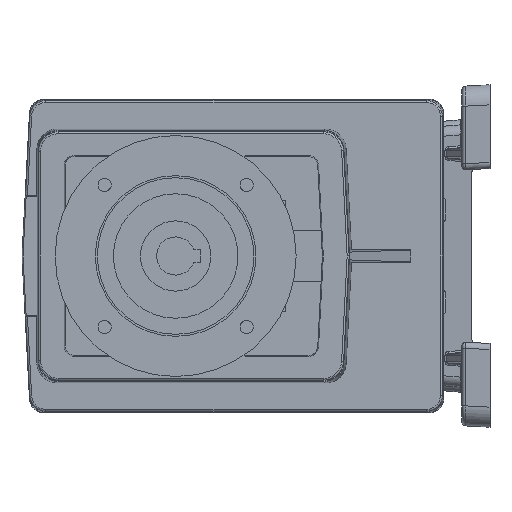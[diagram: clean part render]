
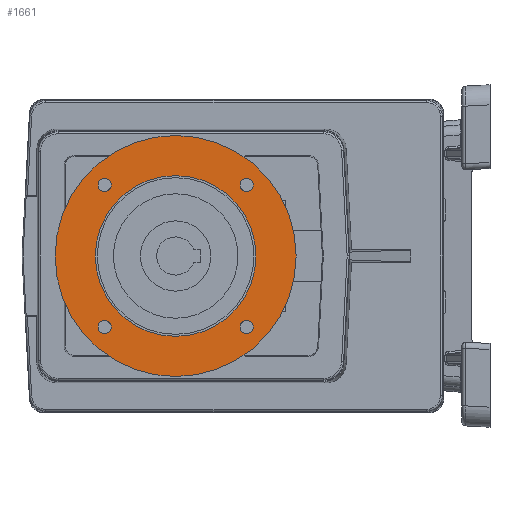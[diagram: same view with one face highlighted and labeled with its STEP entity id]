
A CAD part, left-side view. The second image highlights one B-rep face of the part: STEP entity #1661.
In plain terms, the highlighted planar face has unit normal (-1, 0, 0).
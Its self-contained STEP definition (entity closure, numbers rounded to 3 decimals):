
#1661 = ADVANCED_FACE( '', ( #3586, #3587, #3588, #3589, #3590, #3591 ), #3592, .F. );
#3586 = FACE_BOUND( '', #10121, .T. );
#3587 = FACE_BOUND( '', #10122, .T. );
#3588 = FACE_BOUND( '', #10123, .T. );
#3589 = FACE_BOUND( '', #10124, .T. );
#3590 = FACE_OUTER_BOUND( '', #10125, .T. );
#3591 = FACE_BOUND( '', #10126, .T. );
#3592 = PLANE( '', #10127 );
#10121 = EDGE_LOOP( '', ( #16543 ) );
#10122 = EDGE_LOOP( '', ( #16544 ) );
#10123 = EDGE_LOOP( '', ( #16545 ) );
#10124 = EDGE_LOOP( '', ( #16546 ) );
#10125 = EDGE_LOOP( '', ( #16547 ) );
#10126 = EDGE_LOOP( '', ( #16548 ) );
#10127 = AXIS2_PLACEMENT_3D( '', #16549, #16550, #16551 );
#16543 = ORIENTED_EDGE( '', *, *, #18661, .T. );
#16544 = ORIENTED_EDGE( '', *, *, #18712, .T. );
#16545 = ORIENTED_EDGE( '', *, *, #20653, .T. );
#16546 = ORIENTED_EDGE( '', *, *, #20654, .T. );
#16547 = ORIENTED_EDGE( '', *, *, #20606, .F. );
#16548 = ORIENTED_EDGE( '', *, *, #20655, .T. );
#16549 = CARTESIAN_POINT( '', ( -126.6, 41.5, 81.842 ) );
#16550 = DIRECTION( '', ( 1., 0., 0. ) );
#16551 = DIRECTION( '', ( 0., -1., 0. ) );
#18661 = EDGE_CURVE( '', #21083, #21083, #21084, .T. );
#18712 = EDGE_CURVE( '', #21174, #21174, #21175, .T. );
#20606 = EDGE_CURVE( '', #24074, #24074, #24075, .T. );
#20653 = EDGE_CURVE( '', #24129, #24129, #24130, .T. );
#20654 = EDGE_CURVE( '', #24131, #24131, #24132, .T. );
#20655 = EDGE_CURVE( '', #24133, #24133, #24134, .T. );
#21083 = VERTEX_POINT( '', #24607 );
#21084 = CIRCLE( '', #24608, 3.3 );
#21174 = VERTEX_POINT( '', #24731 );
#21175 = CIRCLE( '', #24732, 3.3 );
#24074 = VERTEX_POINT( '', #30982 );
#24075 = CIRCLE( '', #30983, 60. );
#24129 = VERTEX_POINT( '', #31051 );
#24130 = CIRCLE( '', #31052, 3.3 );
#24131 = VERTEX_POINT( '', #31053 );
#24132 = CIRCLE( '', #31054, 40. );
#24133 = VERTEX_POINT( '', #31055 );
#24134 = CIRCLE( '', #31056, 3.3 );
#24607 = CARTESIAN_POINT( '', ( -126.6, 80.155, 46.486 ) );
#24608 = AXIS2_PLACEMENT_3D( '', #31739, #31740, #31741 );
#24731 = CARTESIAN_POINT( '', ( -126.6, 76.855, 120.497 ) );
#24732 = AXIS2_PLACEMENT_3D( '', #31799, #31800, #31801 );
#30982 = CARTESIAN_POINT( '', ( -126.6, 41.5, 21.842 ) );
#30983 = AXIS2_PLACEMENT_3D( '', #33984, #33985, #33986 );
#31051 = CARTESIAN_POINT( '', ( -126.6, 2.845, 117.197 ) );
#31052 = AXIS2_PLACEMENT_3D( '', #34031, #34032, #34033 );
#31053 = CARTESIAN_POINT( '', ( -126.6, 41.5, 41.842 ) );
#31054 = AXIS2_PLACEMENT_3D( '', #34034, #34035, #34036 );
#31055 = CARTESIAN_POINT( '', ( -126.6, 6.145, 43.186 ) );
#31056 = AXIS2_PLACEMENT_3D( '', #34037, #34038, #34039 );
#31739 = CARTESIAN_POINT( '', ( -126.6, 76.855, 46.486 ) );
#31740 = DIRECTION( '', ( 1., 0., 0. ) );
#31741 = DIRECTION( '', ( 0., 1., 0. ) );
#31799 = CARTESIAN_POINT( '', ( -126.6, 76.855, 117.197 ) );
#31800 = DIRECTION( '', ( 1., 0., 0. ) );
#31801 = DIRECTION( '', ( 0., 0., 1. ) );
#33984 = CARTESIAN_POINT( '', ( -126.6, 41.5, 81.842 ) );
#33985 = DIRECTION( '', ( 1., 0., 0. ) );
#33986 = DIRECTION( '', ( 0., 0., -1. ) );
#34031 = CARTESIAN_POINT( '', ( -126.6, 6.145, 117.197 ) );
#34032 = DIRECTION( '', ( 1., 0., 0. ) );
#34033 = DIRECTION( '', ( 0., -1., 0. ) );
#34034 = CARTESIAN_POINT( '', ( -126.6, 41.5, 81.842 ) );
#34035 = DIRECTION( '', ( 1., 0., 0. ) );
#34036 = DIRECTION( '', ( 0., 0., -1. ) );
#34037 = CARTESIAN_POINT( '', ( -126.6, 6.145, 46.486 ) );
#34038 = DIRECTION( '', ( 1., 0., 0. ) );
#34039 = DIRECTION( '', ( 0., 0., -1. ) );
